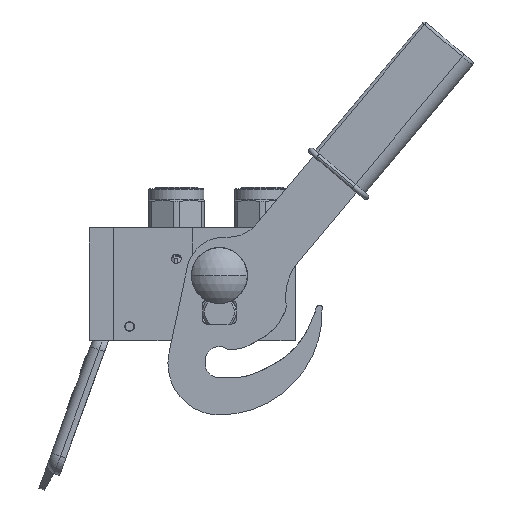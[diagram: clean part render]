
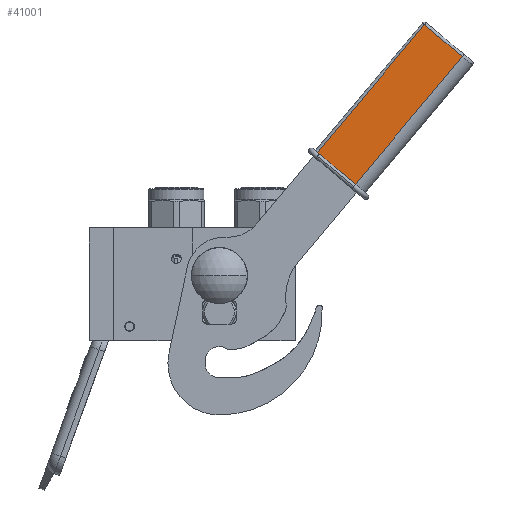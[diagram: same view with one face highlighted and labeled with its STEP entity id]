
A CAD part, front view. The second image highlights one B-rep face of the part: STEP entity #41001.
In plain terms, the highlighted face is planar.
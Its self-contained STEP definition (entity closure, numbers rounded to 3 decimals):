
#1723 = DIRECTION ( 'NONE',  ( 0., 0., -1. ) ) ;
#2197 = DIRECTION ( 'NONE',  ( 0., -1., 0. ) ) ;
#2620 = CARTESIAN_POINT ( 'NONE',  ( 8., 3., 16. ) ) ;
#3047 = EDGE_CURVE ( 'NONE', #32900, #70744, #93929, .T. ) ;
#4387 = CARTESIAN_POINT ( 'NONE',  ( 8., 92., 16. ) ) ;
#6487 = CARTESIAN_POINT ( 'NONE',  ( 8., 92., -10.5 ) ) ;
#7395 = AXIS2_PLACEMENT_3D ( 'NONE', #79208, #109723, #1723 ) ;
#11647 = VERTEX_POINT ( 'NONE', #62424 ) ;
#12248 = EDGE_CURVE ( 'NONE', #11647, #70744, #89865, .T. ) ;
#13555 = ORIENTED_EDGE ( 'NONE', *, *, #74962, .T. ) ;
#14401 = EDGE_LOOP ( 'NONE', ( #61185, #13555, #46234, #102798 ) ) ;
#15253 = EDGE_CURVE ( 'NONE', #110037, #32900, #41277, .T. ) ;
#24479 = VECTOR ( 'NONE', #117919, 1000. ) ;
#27397 = PLANE ( 'NONE',  #7395 ) ;
#29080 = FACE_OUTER_BOUND ( 'NONE', #14401, .T. ) ;
#32900 = VERTEX_POINT ( 'NONE', #118251 ) ;
#41001 = ADVANCED_FACE ( 'NONE', ( #29080 ), #27397, .T. ) ;
#41277 = LINE ( 'NONE', #2620, #119826 ) ;
#46234 = ORIENTED_EDGE ( 'NONE', *, *, #15253, .T. ) ;
#49175 = CARTESIAN_POINT ( 'NONE',  ( 8., 92., 16. ) ) ;
#60798 = VECTOR ( 'NONE', #2197, 1000. ) ;
#61185 = ORIENTED_EDGE ( 'NONE', *, *, #12248, .F. ) ;
#62057 = CARTESIAN_POINT ( 'NONE',  ( 8., 3., 16. ) ) ;
#62424 = CARTESIAN_POINT ( 'NONE',  ( 8., 92., 16. ) ) ;
#65114 = LINE ( 'NONE', #49175, #60798 ) ;
#70744 = VERTEX_POINT ( 'NONE', #6487 ) ;
#72068 = VECTOR ( 'NONE', #88562, 1000. ) ;
#74962 = EDGE_CURVE ( 'NONE', #11647, #110037, #65114, .T. ) ;
#79208 = CARTESIAN_POINT ( 'NONE',  ( 8., 0., 17.5 ) ) ;
#88562 = DIRECTION ( 'NONE',  ( 0., 1., 0. ) ) ;
#89865 = LINE ( 'NONE', #4387, #24479 ) ;
#93929 = LINE ( 'NONE', #113305, #72068 ) ;
#102076 = DIRECTION ( 'NONE',  ( 0., 0., -1. ) ) ;
#102798 = ORIENTED_EDGE ( 'NONE', *, *, #3047, .T. ) ;
#109723 = DIRECTION ( 'NONE',  ( 1., 0., 0. ) ) ;
#110037 = VERTEX_POINT ( 'NONE', #62057 ) ;
#113305 = CARTESIAN_POINT ( 'NONE',  ( 8., 3., -10.5 ) ) ;
#117919 = DIRECTION ( 'NONE',  ( 0., 0., -1. ) ) ;
#118251 = CARTESIAN_POINT ( 'NONE',  ( 8., 3., -10.5 ) ) ;
#119826 = VECTOR ( 'NONE', #102076, 1000. ) ;
